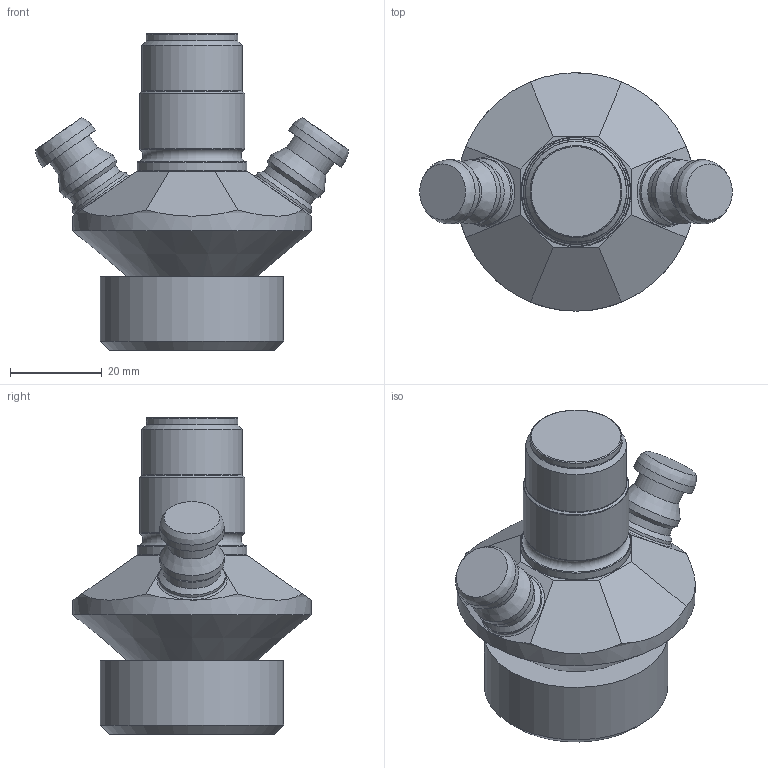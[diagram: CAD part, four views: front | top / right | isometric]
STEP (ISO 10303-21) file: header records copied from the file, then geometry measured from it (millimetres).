
FILE_DESCRIPTION(/* description */ (''),/* implementation_level */ '2;1');
FILE_NAME(/* name */ '850031.stp',/* time_stamp */ '2024-10-18T10:45:09+02:00',/* author */ ('mbs'),/* organization */ (''),/* preprocessor_version */ 'ST-DEVELOPER v20',/* originating_system */ 'Autodesk Inventor 2024',/* authorisation */ '');
FILE_SCHEMA (('AUTOMOTIVE_DESIGN { 1 0 10303 214 3 1 1 }'));
Length unit declared in the file: millimetre
Products named in the file (1): 850031
Bounding box: 68.18 x 52 x 69 mm (x, y, z)
Volume: 67947.7 mm3; surface area: 12351.4 mm2
Topology: 1 solids, 1 shells, 54 faces, 116 edges, 70 vertices
Faces by surface type: plane 16, cylinder 16, torus 10, cone 10, bspline 2
Full cylindrical faces by diameter (mm): 10.5 x2, 12.5 x2, 14 x4, 14.5 x2, 20 x1, 22 x1, 23 x1, 24 x1, 40 x1, 52 x1
Entity records: 1637 total; most frequent: DIRECTION 296, CARTESIAN_POINT 293, ORIENTED_EDGE 232, AXIS2_PLACEMENT_3D 127, EDGE_CURVE 116, VERTEX_POINT 70, CIRCLE 65, EDGE_LOOP 60
